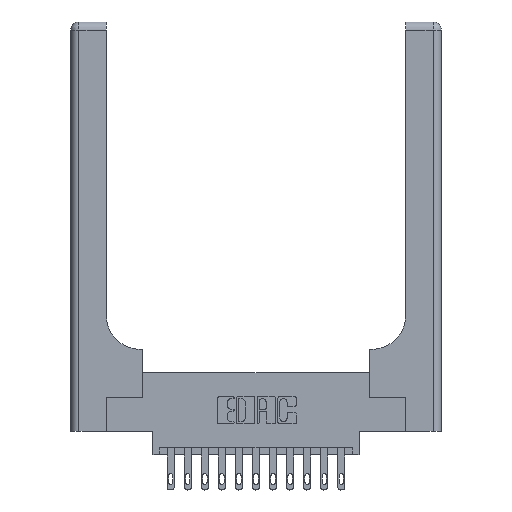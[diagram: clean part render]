
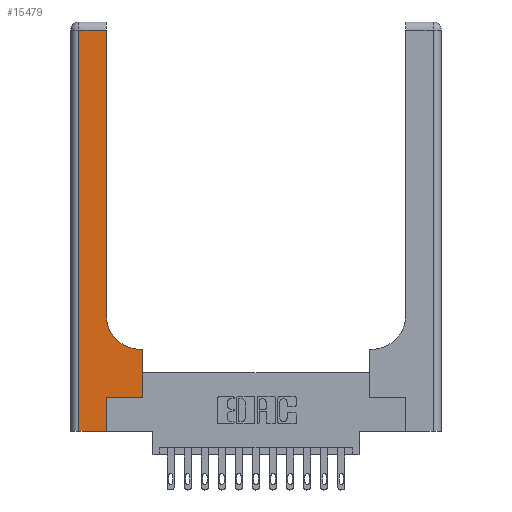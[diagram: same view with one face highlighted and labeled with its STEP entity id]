
A CAD part, top view. The second image highlights one B-rep face of the part: STEP entity #15479.
In plain terms, the highlighted planar face has unit normal (0, 0, 1).
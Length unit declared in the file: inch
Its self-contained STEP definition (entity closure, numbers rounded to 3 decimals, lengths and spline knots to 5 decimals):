
#75 = DIRECTION ( 'NONE',  ( 0., 0., -1. ) ) ;
#473 = DIRECTION ( 'NONE',  ( 1., 0., 0. ) ) ;
#480 = DIRECTION ( 'NONE',  ( 0., 1., 0. ) ) ;
#680 = LINE ( 'NONE', #16126, #14863 ) ;
#739 = VERTEX_POINT ( 'NONE', #15075 ) ;
#1294 = DIRECTION ( 'NONE',  ( 1., 0., 0. ) ) ;
#1462 = ORIENTED_EDGE ( 'NONE', *, *, #10623, .T. ) ;
#1580 = LINE ( 'NONE', #1757, #1816 ) ;
#1757 = CARTESIAN_POINT ( 'NONE',  ( 0.26, 0.6, 0.37 ) ) ;
#1816 = VECTOR ( 'NONE', #16082, 39.37008 ) ;
#1964 = EDGE_LOOP ( 'NONE', ( #7481, #13511, #9910, #4216, #5099, #3499, #1462, #7473, #13452 ) ) ;
#1987 = CARTESIAN_POINT ( 'NONE',  ( 0.265, 0.25, 0.37 ) ) ;
#2751 = VECTOR ( 'NONE', #13919, 39.37008 ) ;
#2996 = VERTEX_POINT ( 'NONE', #6752 ) ;
#3028 = EDGE_CURVE ( 'NONE', #12507, #739, #1580, .T. ) ;
#3109 = VECTOR ( 'NONE', #473, 39.37008 ) ;
#3499 = ORIENTED_EDGE ( 'NONE', *, *, #13824, .T. ) ;
#3616 = VERTEX_POINT ( 'NONE', #1987 ) ;
#4138 = VECTOR ( 'NONE', #480, 39.37008 ) ;
#4216 = ORIENTED_EDGE ( 'NONE', *, *, #12874, .T. ) ;
#4760 = AXIS2_PLACEMENT_3D ( 'NONE', #10593, #14578, #11099 ) ;
#5099 = ORIENTED_EDGE ( 'NONE', *, *, #6281, .T. ) ;
#5248 = LINE ( 'NONE', #7689, #15268 ) ;
#5314 = PLANE ( 'NONE',  #4760 ) ;
#5873 = LINE ( 'NONE', #10027, #2751 ) ;
#5949 = EDGE_CURVE ( 'NONE', #739, #6341, #9347, .T. ) ;
#6073 = EDGE_CURVE ( 'NONE', #2996, #16976, #680, .T. ) ;
#6281 = EDGE_CURVE ( 'NONE', #13356, #3616, #9046, .T. ) ;
#6341 = VERTEX_POINT ( 'NONE', #8167 ) ;
#6752 = CARTESIAN_POINT ( 'NONE',  ( 0.26, 2.94, 0.37 ) ) ;
#7190 = LINE ( 'NONE', #9621, #4138 ) ;
#7285 = VECTOR ( 'NONE', #14770, 39.37008 ) ;
#7473 = ORIENTED_EDGE ( 'NONE', *, *, #3028, .T. ) ;
#7481 = ORIENTED_EDGE ( 'NONE', *, *, #13681, .T. ) ;
#7689 = CARTESIAN_POINT ( 'NONE',  ( 0.26, 3., 0.37 ) ) ;
#8147 = CARTESIAN_POINT ( 'NONE',  ( 0., 0., 0.37 ) ) ;
#8167 = CARTESIAN_POINT ( 'NONE',  ( 0.26, 0.85, 0.37 ) ) ;
#9046 = LINE ( 'NONE', #9300, #9067 ) ;
#9067 = VECTOR ( 'NONE', #10673, 39.37008 ) ;
#9130 = CARTESIAN_POINT ( 'NONE',  ( 0.528, 0.6, 0.37 ) ) ;
#9136 = CARTESIAN_POINT ( 'NONE',  ( 0.528, 0.25, 0.37 ) ) ;
#9300 = CARTESIAN_POINT ( 'NONE',  ( 0.265, 0., 0.37 ) ) ;
#9347 = CIRCLE ( 'NONE', #11256, 0.25 ) ;
#9403 = CARTESIAN_POINT ( 'NONE',  ( 0.51, 0.85, 0.37 ) ) ;
#9621 = CARTESIAN_POINT ( 'NONE',  ( 0.528, 0.25, 0.37 ) ) ;
#9782 = EDGE_CURVE ( 'NONE', #16976, #10936, #5873, .T. ) ;
#9910 = ORIENTED_EDGE ( 'NONE', *, *, #9782, .T. ) ;
#10027 = CARTESIAN_POINT ( 'NONE',  ( 0.06, 3., 0.37 ) ) ;
#10534 = DIRECTION ( 'NONE',  ( 0., 1., 0. ) ) ;
#10593 = CARTESIAN_POINT ( 'NONE',  ( 0., 3., 0.37 ) ) ;
#10623 = EDGE_CURVE ( 'NONE', #15275, #12507, #7190, .T. ) ;
#10673 = DIRECTION ( 'NONE',  ( 0., 1., 0. ) ) ;
#10778 = DIRECTION ( 'NONE',  ( -1., 0., 0. ) ) ;
#10936 = VERTEX_POINT ( 'NONE', #13677 ) ;
#11099 = DIRECTION ( 'NONE',  ( -1., 0., 0. ) ) ;
#11256 = AXIS2_PLACEMENT_3D ( 'NONE', #9403, #75, #1294 ) ;
#11888 = FACE_OUTER_BOUND ( 'NONE', #1964, .T. ) ;
#12086 = CARTESIAN_POINT ( 'NONE',  ( 0.265, 0.25, 0.37 ) ) ;
#12507 = VERTEX_POINT ( 'NONE', #9130 ) ;
#12680 = CARTESIAN_POINT ( 'NONE',  ( 0.06, 2.94, 0.37 ) ) ;
#12874 = EDGE_CURVE ( 'NONE', #10936, #13356, #16004, .T. ) ;
#13356 = VERTEX_POINT ( 'NONE', #14877 ) ;
#13452 = ORIENTED_EDGE ( 'NONE', *, *, #5949, .T. ) ;
#13511 = ORIENTED_EDGE ( 'NONE', *, *, #6073, .T. ) ;
#13677 = CARTESIAN_POINT ( 'NONE',  ( 0.06, 0., 0.37 ) ) ;
#13681 = EDGE_CURVE ( 'NONE', #6341, #2996, #5248, .T. ) ;
#13824 = EDGE_CURVE ( 'NONE', #3616, #15275, #16215, .T. ) ;
#13919 = DIRECTION ( 'NONE',  ( 0., -1., 0. ) ) ;
#14578 = DIRECTION ( 'NONE',  ( 0., 0., -1. ) ) ;
#14770 = DIRECTION ( 'NONE',  ( 1., 0., 0. ) ) ;
#14863 = VECTOR ( 'NONE', #10778, 39.37008 ) ;
#14877 = CARTESIAN_POINT ( 'NONE',  ( 0.265, 0., 0.37 ) ) ;
#15075 = CARTESIAN_POINT ( 'NONE',  ( 0.51, 0.6, 0.37 ) ) ;
#15268 = VECTOR ( 'NONE', #10534, 39.37008 ) ;
#15275 = VERTEX_POINT ( 'NONE', #9136 ) ;
#15479 = ADVANCED_FACE ( 'NONE', ( #11888 ), #5314, .F. ) ;
#16004 = LINE ( 'NONE', #8147, #3109 ) ;
#16082 = DIRECTION ( 'NONE',  ( -1., 0., 0. ) ) ;
#16126 = CARTESIAN_POINT ( 'NONE',  ( 0., 2.94, 0.37 ) ) ;
#16215 = LINE ( 'NONE', #12086, #7285 ) ;
#16976 = VERTEX_POINT ( 'NONE', #12680 ) ;
